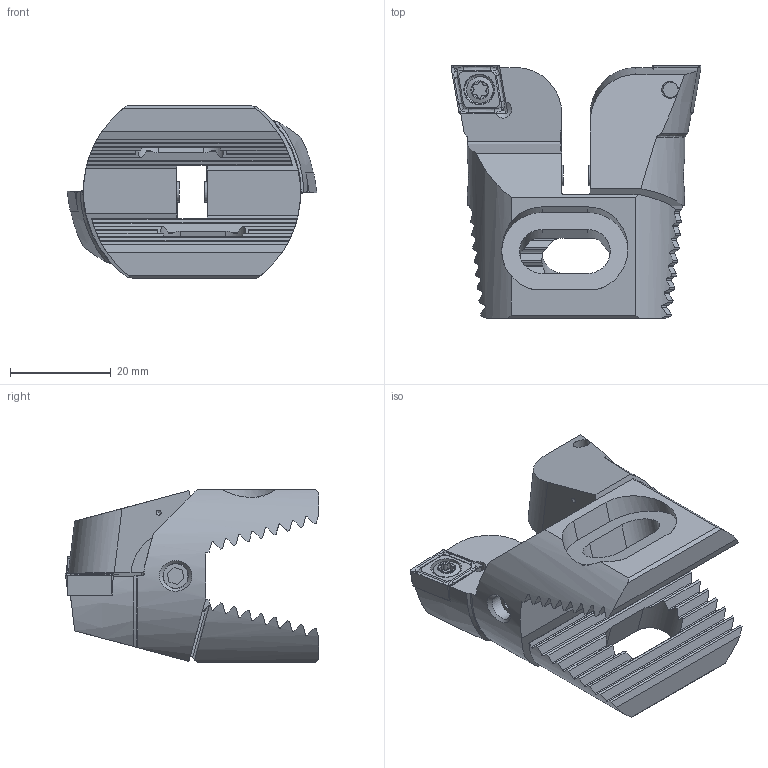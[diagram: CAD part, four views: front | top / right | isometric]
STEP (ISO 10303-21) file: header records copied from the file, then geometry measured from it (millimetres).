
FILE_DESCRIPTION (( 'STEP AP214' ), '1' );
FILE_NAME ('Z42.WCB.B11.028.STEP', '2020-08-14T11:29:11', ( '' ), ( '' ), 'SwSTEP 2.0', 'SolidWorks 2017', '' );
FILE_SCHEMA (( 'AUTOMOTIVE_DESIGN' ));
Length unit declared in the file: millimetre
Products named in the file (5): Z42-ER3.001.016; Z42-WCB.001.028_A; WCB-ER2.001.009_A; CCMT09T304; Z42.WCB.B11.028
Assembly tree (8 placements, depth 2):
  Z42.WCB.B11.028
    Z42-WCB.001.028_A  x2
    WCB-ER2.001.009_A  x2
    CCMT09T304  x2
    Z42-ER3.001.016  x2
Bounding box: 49.5 x 50.1 x 34.2 mm (x, y, z)
Volume: 26970.3 mm3; surface area: 13466.3 mm2
Topology: 8 solids, 8 shells, 374 faces, 1014 edges, 644 vertices
Faces by surface type: plane 184, cylinder 98, cone 58, bspline 24, torus 8, sphere 2
Full cylindrical faces by diameter (mm): 1 x2, 3.3 x4, 4 x4, 4.4 x2, 5 x2, 5.25 x2, 6 x2, 6.1 x2
Entity records: 6780 total; most frequent: CARTESIAN_POINT 2008, ORIENTED_EDGE 944, DIRECTION 749, EDGE_CURVE 472, VERTEX_POINT 317, AXIS2_PLACEMENT_3D 273, EDGE_LOOP 219, LINE 203
